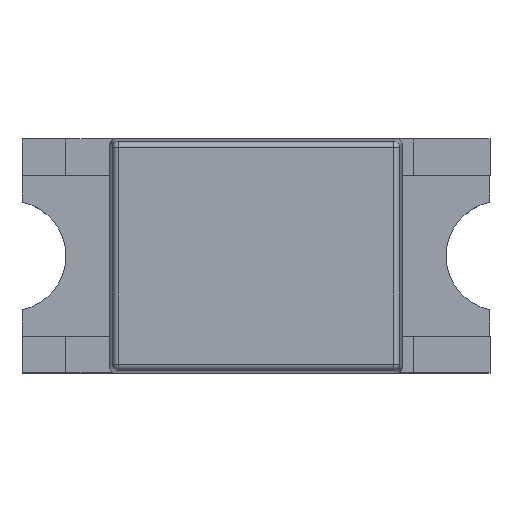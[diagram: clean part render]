
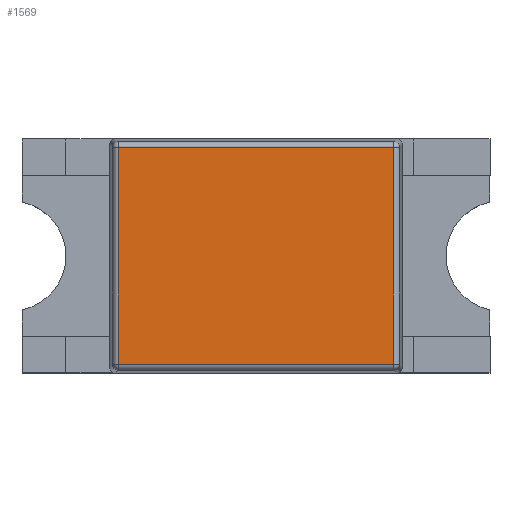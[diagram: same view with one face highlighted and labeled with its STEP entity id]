
A CAD part, top view. The second image highlights one B-rep face of the part: STEP entity #1569.
In plain terms, the highlighted planar face has unit normal (0, 0, 1).
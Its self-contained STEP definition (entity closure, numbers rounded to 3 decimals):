
#260=ORIENTED_EDGE('',*,*,#545,.T.);
#261=ORIENTED_EDGE('',*,*,#546,.T.);
#262=ORIENTED_EDGE('',*,*,#547,.T.);
#263=ORIENTED_EDGE('',*,*,#548,.T.);
#545=EDGE_CURVE('',#701,#702,#846,.F.);
#546=EDGE_CURVE('',#702,#703,#847,.F.);
#547=EDGE_CURVE('',#703,#704,#848,.F.);
#548=EDGE_CURVE('',#704,#701,#849,.F.);
#701=VERTEX_POINT('',#2301);
#702=VERTEX_POINT('',#2302);
#703=VERTEX_POINT('',#2304);
#704=VERTEX_POINT('',#2306);
#846=LINE('',#2300,#1011);
#847=LINE('',#2303,#1012);
#848=LINE('',#2305,#1013);
#849=LINE('',#2307,#1014);
#1011=VECTOR('',#1902,1000.);
#1012=VECTOR('',#1903,1000.);
#1013=VECTOR('',#1904,1000.);
#1014=VECTOR('',#1905,1000.);
#1114=EDGE_LOOP('',(#260,#261,#262,#263));
#1191=FACE_BOUND('',#1114,.T.);
#1267=PLANE('',#1667);
#1569=ADVANCED_FACE('',(#1191),#1267,.T.);
#1667=AXIS2_PLACEMENT_3D('',#2299,#1900,#1901);
#1900=DIRECTION('',(0.,0.,1.));
#1901=DIRECTION('',(1.,0.,0.));
#1902=DIRECTION('',(0.,-1.,0.));
#1903=DIRECTION('',(1.,0.,0.));
#1904=DIRECTION('',(0.,1.,0.));
#1905=DIRECTION('',(-1.,0.,0.));
#2299=CARTESIAN_POINT('',(-1.,-0.8,0.4));
#2300=CARTESIAN_POINT('',(0.941,0.779,0.4));
#2301=CARTESIAN_POINT('',(0.941,-0.741,0.4));
#2302=CARTESIAN_POINT('',(0.941,0.741,0.4));
#2303=CARTESIAN_POINT('',(-0.979,0.741,0.4));
#2304=CARTESIAN_POINT('',(-0.941,0.741,0.4));
#2305=CARTESIAN_POINT('',(-0.941,-0.779,0.4));
#2306=CARTESIAN_POINT('',(-0.941,-0.741,0.4));
#2307=CARTESIAN_POINT('',(0.979,-0.741,0.4));
